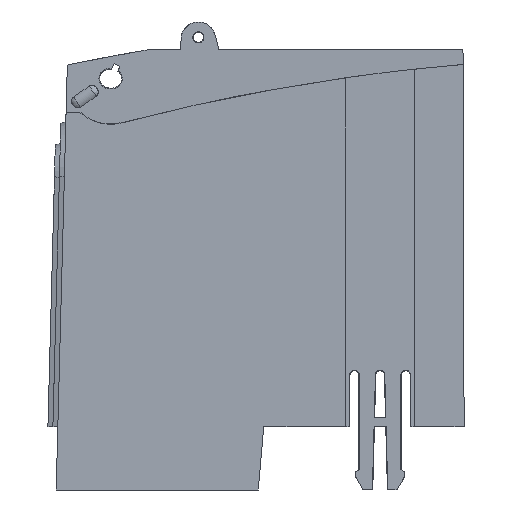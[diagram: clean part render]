
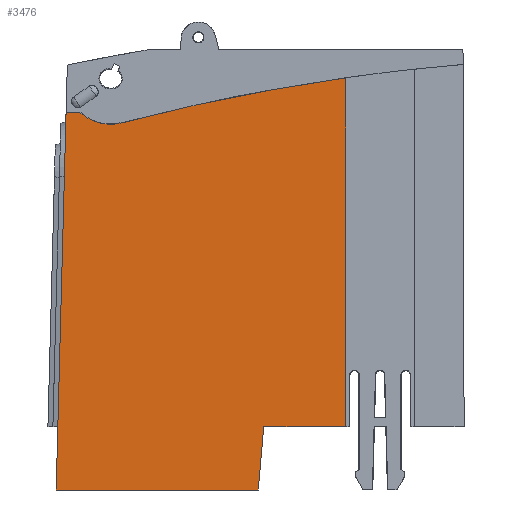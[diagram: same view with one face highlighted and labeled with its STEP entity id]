
A CAD part, left-side view. The second image highlights one B-rep face of the part: STEP entity #3476.
In plain terms, the highlighted planar face has unit normal (-1, 0, 0).
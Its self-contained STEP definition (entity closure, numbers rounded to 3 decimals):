
#3035=CIRCLE('',#10475,10.585);
#3037=CIRCLE('',#10478,467.665);
#3476=ADVANCED_FACE('',(#4029),#3731,.T.);
#3731=PLANE('',#10658);
#4029=FACE_OUTER_BOUND('',#4548,.T.);
#4548=EDGE_LOOP('',(#6581,#6582,#6583,#6584,#6585,#6586,#6587,#6588));
#6581=ORIENTED_EDGE('',*,*,#8036,.T.);
#6582=ORIENTED_EDGE('',*,*,#8032,.F.);
#6583=ORIENTED_EDGE('',*,*,#8488,.T.);
#6584=ORIENTED_EDGE('',*,*,#8489,.T.);
#6585=ORIENTED_EDGE('',*,*,#7490,.T.);
#6586=ORIENTED_EDGE('',*,*,#8485,.T.);
#6587=ORIENTED_EDGE('',*,*,#8487,.T.);
#6588=ORIENTED_EDGE('',*,*,#8039,.T.);
#6745=VERTEX_POINT('',#12594);
#6746=VERTEX_POINT('',#12596);
#7151=VERTEX_POINT('',#15955);
#7152=VERTEX_POINT('',#15956);
#7155=VERTEX_POINT('',#15967);
#7157=VERTEX_POINT('',#15973);
#7431=VERTEX_POINT('',#16845);
#7432=VERTEX_POINT('',#16853);
#7490=EDGE_CURVE('',#6746,#6745,#8560,.T.);
#8032=EDGE_CURVE('',#7151,#7152,#8896,.T.);
#8036=EDGE_CURVE('',#7155,#7152,#3035,.T.);
#8039=EDGE_CURVE('',#7157,#7155,#3037,.T.);
#8485=EDGE_CURVE('',#6745,#7431,#9314,.T.);
#8487=EDGE_CURVE('',#7431,#7157,#9316,.T.);
#8488=EDGE_CURVE('',#7151,#7432,#9317,.T.);
#8489=EDGE_CURVE('',#7432,#6746,#9318,.T.);
#8560=LINE('',#12595,#9381);
#8896=LINE('',#15954,#9717);
#9314=LINE('',#16846,#10135);
#9316=LINE('',#16850,#10137);
#9317=LINE('',#16852,#10138);
#9318=LINE('',#16854,#10139);
#9381=VECTOR('',#10735,1.);
#9717=VECTOR('',#11643,1.);
#10135=VECTOR('',#12423,1.);
#10137=VECTOR('',#12429,1.);
#10138=VECTOR('',#12432,1.);
#10139=VECTOR('',#12433,1.);
#10475=AXIS2_PLACEMENT_3D('',#15966,#11648,#11649);
#10478=AXIS2_PLACEMENT_3D('',#15972,#11655,#11656);
#10658=AXIS2_PLACEMENT_3D('',#16855,#12434,#12435);
#10735=DIRECTION('',(0.,-0.087,0.996));
#11643=DIRECTION('',(0.,-1.,0.));
#11648=DIRECTION('',(1.,0.,0.));
#11649=DIRECTION('',(0.,0.,1.));
#11655=DIRECTION('',(-1.,0.,0.));
#11656=DIRECTION('',(0.,0.,1.));
#12423=DIRECTION('',(0.,-1.,0.));
#12429=DIRECTION('',(0.,0.,1.));
#12432=DIRECTION('',(0.,0.026,-1.));
#12433=DIRECTION('',(0.,-1.,0.));
#12434=DIRECTION('',(-1.,0.,0.));
#12435=DIRECTION('',(0.,-1.,0.));
#12594=CARTESIAN_POINT('',(0.,46.5,14.7));
#12595=CARTESIAN_POINT('',(0.,46.14,18.815));
#12596=CARTESIAN_POINT('',(0.,47.786,0.));
#15954=CARTESIAN_POINT('',(0.,-0.9,87.715));
#15955=CARTESIAN_POINT('',(0.,92.403,87.715));
#15956=CARTESIAN_POINT('',(0.,89.222,87.715));
#15966=CARTESIAN_POINT('',(0.,82.05,95.5));
#15967=CARTESIAN_POINT('',(0.,79.382,85.257));
#15972=CARTESIAN_POINT('',(0.,-38.5,-367.307));
#15973=CARTESIAN_POINT('',(0.,27.52,95.674));
#16845=CARTESIAN_POINT('',(0.,27.52,14.7));
#16846=CARTESIAN_POINT('',(0.,-0.9,14.7));
#16850=CARTESIAN_POINT('',(0.,27.52,14.7));
#16852=CARTESIAN_POINT('',(0.,94.25,17.192));
#16853=CARTESIAN_POINT('',(0.,94.7,0.));
#16854=CARTESIAN_POINT('',(0.,50.535,0.));
#16855=CARTESIAN_POINT('',(0.,-0.9,14.7));
